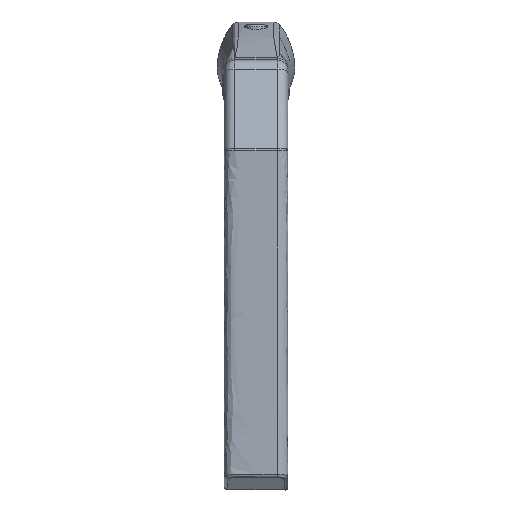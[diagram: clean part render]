
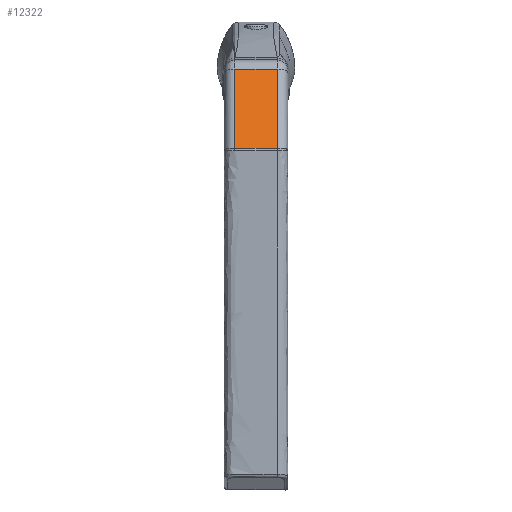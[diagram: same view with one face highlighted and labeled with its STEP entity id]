
A CAD part, left-side view. The second image highlights one B-rep face of the part: STEP entity #12322.
In plain terms, the highlighted face is planar.
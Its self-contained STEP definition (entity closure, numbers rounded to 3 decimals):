
#837 = CARTESIAN_POINT ( 'NONE',  ( -22.918, -6., -50.879 ) ) ;
#892 = CARTESIAN_POINT ( 'NONE',  ( -22.918, -4.667, -50.879 ) ) ;
#1461 = VERTEX_POINT ( 'NONE', #7808 ) ;
#1622 = DIRECTION ( 'NONE',  ( 0.94, 0., 0.342 ) ) ;
#1917 = CARTESIAN_POINT ( 'NONE',  ( 1.751, -9., -41.901 ) ) ;
#2055 = LINE ( 'NONE', #14526, #4146 ) ;
#2224 = CARTESIAN_POINT ( 'NONE',  ( -22.918, 3.333, -50.879 ) ) ;
#2390 = ORIENTED_EDGE ( 'NONE', *, *, #4547, .T. ) ;
#3120 = CARTESIAN_POINT ( 'NONE',  ( -0.42, -9., -42.691 ) ) ;
#3253 = CARTESIAN_POINT ( 'NONE',  ( -22.918, -6., -50.879 ) ) ;
#3347 = CARTESIAN_POINT ( 'NONE',  ( -22.918, 0.667, -50.879 ) ) ;
#3398 = EDGE_CURVE ( 'NONE', #12497, #12438, #2055, .T. ) ;
#3484 = LINE ( 'NONE', #12575, #7872 ) ;
#3495 = CARTESIAN_POINT ( 'NONE',  ( -22.918, 6., -50.879 ) ) ;
#4138 = EDGE_CURVE ( 'NONE', #8466, #12497, #9831, .T. ) ;
#4146 = VECTOR ( 'NONE', #15529, 1000. ) ;
#4547 = EDGE_CURVE ( 'NONE', #12438, #1461, #11365, .T. ) ;
#4697 = ORIENTED_EDGE ( 'NONE', *, *, #4138, .T. ) ;
#5476 = DIRECTION ( 'NONE',  ( 0., -1., 0. ) ) ;
#5506 = PLANE ( 'NONE',  #13628 ) ;
#5859 = CARTESIAN_POINT ( 'NONE',  ( -22.918, -2., -50.879 ) ) ;
#7808 = CARTESIAN_POINT ( 'NONE',  ( -22.918, 6., -50.879 ) ) ;
#7872 = VECTOR ( 'NONE', #1622, 1000. ) ;
#8142 = VECTOR ( 'NONE', #5476, 1000. ) ;
#8466 = VERTEX_POINT ( 'NONE', #11430 ) ;
#9317 = DIRECTION ( 'NONE',  ( -0.94, 0., -0.342 ) ) ;
#9380 = EDGE_CURVE ( 'NONE', #1461, #8466, #3484, .T. ) ;
#9831 = LINE ( 'NONE', #3120, #8142 ) ;
#11365 = B_SPLINE_CURVE_WITH_KNOTS ( 'NONE', 3,
 ( #837, #892, #14272, #5859, #3347, #2224, #3495 ),
 .UNSPECIFIED., .F., .F.,
 ( 4, 3, 4 ),
 ( 0., 0.004, 0.012 ),
 .UNSPECIFIED. ) ;
#11430 = CARTESIAN_POINT ( 'NONE',  ( -0.42, 6., -42.691 ) ) ;
#11758 = EDGE_LOOP ( 'NONE', ( #12305, #2390, #14802, #4697 ) ) ;
#12305 = ORIENTED_EDGE ( 'NONE', *, *, #3398, .T. ) ;
#12322 = ADVANCED_FACE ( 'NONE', ( #15591 ), #5506, .T. ) ;
#12438 = VERTEX_POINT ( 'NONE', #3253 ) ;
#12497 = VERTEX_POINT ( 'NONE', #13052 ) ;
#12575 = CARTESIAN_POINT ( 'NONE',  ( 1.751, 6., -41.901 ) ) ;
#12863 = DIRECTION ( 'NONE',  ( 0.342, 0., -0.94 ) ) ;
#13052 = CARTESIAN_POINT ( 'NONE',  ( -0.42, -6., -42.691 ) ) ;
#13628 = AXIS2_PLACEMENT_3D ( 'NONE', #1917, #12863, #9317 ) ;
#14272 = CARTESIAN_POINT ( 'NONE',  ( -22.918, -3.333, -50.879 ) ) ;
#14526 = CARTESIAN_POINT ( 'NONE',  ( 1.751, -6., -41.901 ) ) ;
#14802 = ORIENTED_EDGE ( 'NONE', *, *, #9380, .T. ) ;
#15529 = DIRECTION ( 'NONE',  ( -0.94, 0., -0.342 ) ) ;
#15591 = FACE_OUTER_BOUND ( 'NONE', #11758, .T. ) ;
